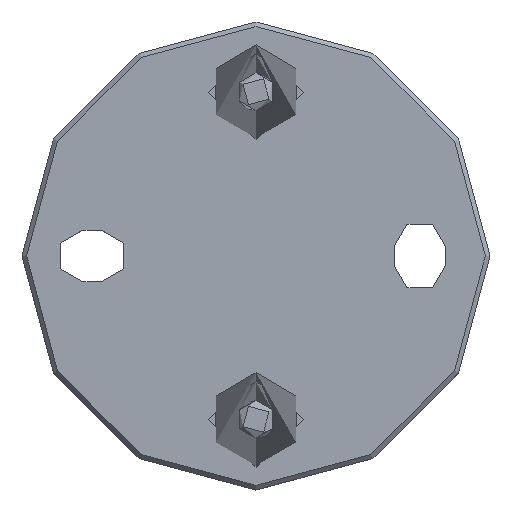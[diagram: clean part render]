
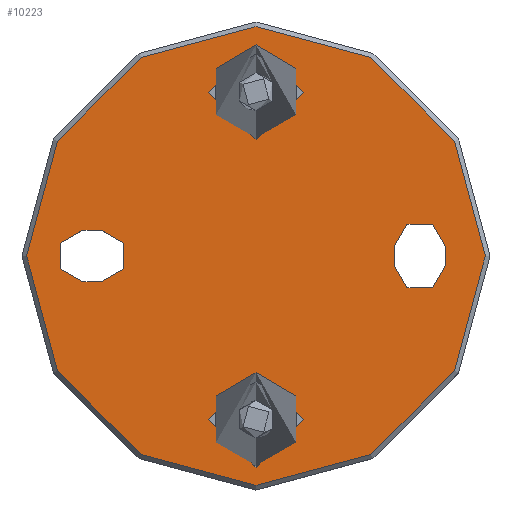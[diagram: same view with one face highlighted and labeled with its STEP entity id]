
A CAD part, top view. The second image highlights one B-rep face of the part: STEP entity #10223.
In plain terms, the highlighted planar face has unit normal (0, 0, 1).
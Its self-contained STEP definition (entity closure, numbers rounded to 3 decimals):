
#28 = EDGE_LOOP ( 'NONE', ( #6400, #16029, #11396, #1804 ) ) ;
#101 = VERTEX_POINT ( 'NONE', #1952 ) ;
#156 = CARTESIAN_POINT ( 'NONE',  ( 29.5, 2., 6. ) ) ;
#217 = DIRECTION ( 'NONE',  ( 1., 0., 0. ) ) ;
#479 = CARTESIAN_POINT ( 'NONE',  ( -33., 5.5, 6. ) ) ;
#555 = ORIENTED_EDGE ( 'NONE', *, *, #5833, .F. ) ;
#711 = DIRECTION ( 'NONE',  ( 0., 0., 1. ) ) ;
#734 = AXIS2_PLACEMENT_3D ( 'NONE', #10836, #711, #15898 ) ;
#978 = CARTESIAN_POINT ( 'NONE',  ( -37., -5.5, 6. ) ) ;
#1176 = AXIS2_PLACEMENT_3D ( 'NONE', #6819, #14404, #1820 ) ;
#1276 = CARTESIAN_POINT ( 'NONE',  ( 35., -2., 6. ) ) ;
#1472 = CIRCLE ( 'NONE', #1931, 10.1 ) ;
#1517 = CARTESIAN_POINT ( 'NONE',  ( -33., -5.5, 6. ) ) ;
#1632 = VECTOR ( 'NONE', #3400, 1000. ) ;
#1804 = ORIENTED_EDGE ( 'NONE', *, *, #10577, .F. ) ;
#1818 = EDGE_LOOP ( 'NONE', ( #14609 ) ) ;
#1820 = DIRECTION ( 'NONE',  ( 1., 0., 0. ) ) ;
#1839 = VERTEX_POINT ( 'NONE', #12055 ) ;
#1931 = AXIS2_PLACEMENT_3D ( 'NONE', #10504, #2830, #217 ) ;
#1952 = CARTESIAN_POINT ( 'NONE',  ( -37., -5.5, 6. ) ) ;
#2120 = CARTESIAN_POINT ( 'NONE',  ( 0., 0., 6. ) ) ;
#2144 = DIRECTION ( 'NONE',  ( 0., 0., 1. ) ) ;
#2195 = CARTESIAN_POINT ( 'NONE',  ( 40.5, 2., 6. ) ) ;
#2542 = ORIENTED_EDGE ( 'NONE', *, *, #9718, .F. ) ;
#2606 = CIRCLE ( 'NONE', #16094, 5.5 ) ;
#2830 = DIRECTION ( 'NONE',  ( 0., 0., 1. ) ) ;
#2892 = EDGE_CURVE ( 'NONE', #15754, #101, #9987, .T. ) ;
#2982 = VERTEX_POINT ( 'NONE', #2195 ) ;
#3400 = DIRECTION ( 'NONE',  ( 0., 1., 0. ) ) ;
#3443 = DIRECTION ( 'NONE',  ( 1., 0., 0. ) ) ;
#3457 = VECTOR ( 'NONE', #10136, 1000. ) ;
#3498 = EDGE_CURVE ( 'NONE', #1839, #1839, #1472, .T. ) ;
#4099 = PLANE ( 'NONE',  #1176 ) ;
#4201 = VERTEX_POINT ( 'NONE', #1517 ) ;
#4745 = CARTESIAN_POINT ( 'NONE',  ( -37., 0., 6. ) ) ;
#4818 = CARTESIAN_POINT ( 'NONE',  ( 29.5, -2., 6. ) ) ;
#4863 = FACE_BOUND ( 'NONE', #13690, .T. ) ;
#5200 = LINE ( 'NONE', #7179, #1632 ) ;
#5551 = CIRCLE ( 'NONE', #10798, 5.5 ) ;
#5833 = EDGE_CURVE ( 'NONE', #4201, #12917, #5551, .T. ) ;
#5964 = EDGE_LOOP ( 'NONE', ( #14165 ) ) ;
#5991 = CARTESIAN_POINT ( 'NONE',  ( -37., 5.5, 6. ) ) ;
#5992 = DIRECTION ( 'NONE',  ( 0., 0., 1. ) ) ;
#6098 = DIRECTION ( 'NONE',  ( 0., -1., 0. ) ) ;
#6287 = DIRECTION ( 'NONE',  ( 0., 0., 1. ) ) ;
#6349 = EDGE_CURVE ( 'NONE', #15076, #15076, #9314, .T. ) ;
#6400 = ORIENTED_EDGE ( 'NONE', *, *, #15120, .F. ) ;
#6756 = EDGE_LOOP ( 'NONE', ( #11336 ) ) ;
#6757 = DIRECTION ( 'NONE',  ( 0., 0., 1. ) ) ;
#6819 = CARTESIAN_POINT ( 'NONE',  ( 0., 0., 6. ) ) ;
#6970 = DIRECTION ( 'NONE',  ( 1., 0., 0. ) ) ;
#6972 = VERTEX_POINT ( 'NONE', #12622 ) ;
#7179 = CARTESIAN_POINT ( 'NONE',  ( 40.5, -2., 6. ) ) ;
#7518 = DIRECTION ( 'NONE',  ( 0., 0., 1. ) ) ;
#7535 = CARTESIAN_POINT ( 'NONE',  ( -37., 5.5, 6. ) ) ;
#7670 = DIRECTION ( 'NONE',  ( 1., 0., 0. ) ) ;
#8461 = CIRCLE ( 'NONE', #734, 10.1 ) ;
#8559 = EDGE_CURVE ( 'NONE', #10526, #10526, #8461, .T. ) ;
#8900 = AXIS2_PLACEMENT_3D ( 'NONE', #4745, #2144, #10972 ) ;
#9140 = AXIS2_PLACEMENT_3D ( 'NONE', #15239, #7518, #12633 ) ;
#9200 = CIRCLE ( 'NONE', #9140, 5.5 ) ;
#9314 = CIRCLE ( 'NONE', #10465, 49. ) ;
#9718 = EDGE_CURVE ( 'NONE', #101, #4201, #14936, .T. ) ;
#9987 = CIRCLE ( 'NONE', #8900, 5.5 ) ;
#10136 = DIRECTION ( 'NONE',  ( -1., 0., 0. ) ) ;
#10145 = ORIENTED_EDGE ( 'NONE', *, *, #2892, .F. ) ;
#10223 = ADVANCED_FACE ( 'NONE', ( #12368, #13959, #11972, #16086, #4863 ), #4099, .T. ) ;
#10394 = LINE ( 'NONE', #4818, #15353 ) ;
#10465 = AXIS2_PLACEMENT_3D ( 'NONE', #2120, #5992, #3443 ) ;
#10504 = CARTESIAN_POINT ( 'NONE',  ( 0., -35., 6. ) ) ;
#10526 = VERTEX_POINT ( 'NONE', #13287 ) ;
#10577 = EDGE_CURVE ( 'NONE', #2982, #11689, #9200, .T. ) ;
#10798 = AXIS2_PLACEMENT_3D ( 'NONE', #15618, #6757, #6970 ) ;
#10836 = CARTESIAN_POINT ( 'NONE',  ( 0., 35., 6. ) ) ;
#10972 = DIRECTION ( 'NONE',  ( 1., 0., 0. ) ) ;
#11336 = ORIENTED_EDGE ( 'NONE', *, *, #8559, .F. ) ;
#11396 = ORIENTED_EDGE ( 'NONE', *, *, #14593, .F. ) ;
#11412 = EDGE_CURVE ( 'NONE', #12917, #15754, #15504, .T. ) ;
#11689 = VERTEX_POINT ( 'NONE', #156 ) ;
#11972 = FACE_BOUND ( 'NONE', #6756, .T. ) ;
#12055 = CARTESIAN_POINT ( 'NONE',  ( 10.1, -35., 6. ) ) ;
#12368 = FACE_OUTER_BOUND ( 'NONE', #5964, .T. ) ;
#12622 = CARTESIAN_POINT ( 'NONE',  ( 40.5, -2., 6. ) ) ;
#12633 = DIRECTION ( 'NONE',  ( 1., 0., 0. ) ) ;
#12917 = VERTEX_POINT ( 'NONE', #479 ) ;
#13287 = CARTESIAN_POINT ( 'NONE',  ( 10.1, 35., 6. ) ) ;
#13685 = CARTESIAN_POINT ( 'NONE',  ( 29.5, -2., 6. ) ) ;
#13690 = EDGE_LOOP ( 'NONE', ( #2542, #10145, #15204, #555 ) ) ;
#13959 = FACE_BOUND ( 'NONE', #1818, .T. ) ;
#14165 = ORIENTED_EDGE ( 'NONE', *, *, #6349, .T. ) ;
#14215 = EDGE_CURVE ( 'NONE', #15212, #6972, #2606, .T. ) ;
#14404 = DIRECTION ( 'NONE',  ( 0., 0., 1. ) ) ;
#14541 = VECTOR ( 'NONE', #15151, 1000. ) ;
#14593 = EDGE_CURVE ( 'NONE', #11689, #15212, #10394, .T. ) ;
#14609 = ORIENTED_EDGE ( 'NONE', *, *, #3498, .F. ) ;
#14636 = CARTESIAN_POINT ( 'NONE',  ( 49., 0., 6. ) ) ;
#14936 = LINE ( 'NONE', #978, #14541 ) ;
#15076 = VERTEX_POINT ( 'NONE', #14636 ) ;
#15120 = EDGE_CURVE ( 'NONE', #6972, #2982, #5200, .T. ) ;
#15151 = DIRECTION ( 'NONE',  ( 1., 0., 0. ) ) ;
#15204 = ORIENTED_EDGE ( 'NONE', *, *, #11412, .F. ) ;
#15212 = VERTEX_POINT ( 'NONE', #13685 ) ;
#15239 = CARTESIAN_POINT ( 'NONE',  ( 35., 2., 6. ) ) ;
#15353 = VECTOR ( 'NONE', #6098, 1000. ) ;
#15504 = LINE ( 'NONE', #7535, #3457 ) ;
#15618 = CARTESIAN_POINT ( 'NONE',  ( -33., 0., 6. ) ) ;
#15754 = VERTEX_POINT ( 'NONE', #5991 ) ;
#15898 = DIRECTION ( 'NONE',  ( 1., 0., 0. ) ) ;
#16029 = ORIENTED_EDGE ( 'NONE', *, *, #14215, .F. ) ;
#16086 = FACE_BOUND ( 'NONE', #28, .T. ) ;
#16094 = AXIS2_PLACEMENT_3D ( 'NONE', #1276, #6287, #7670 ) ;
